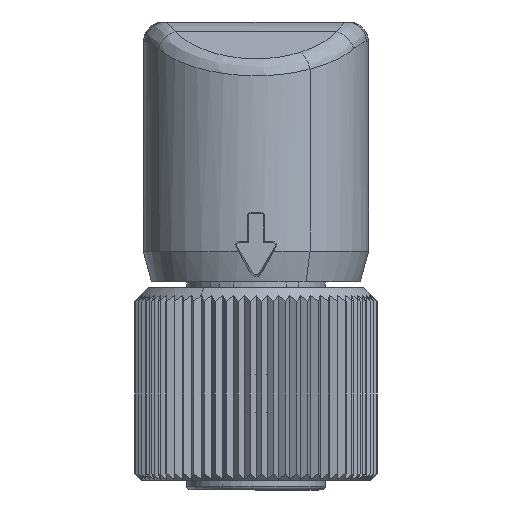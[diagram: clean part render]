
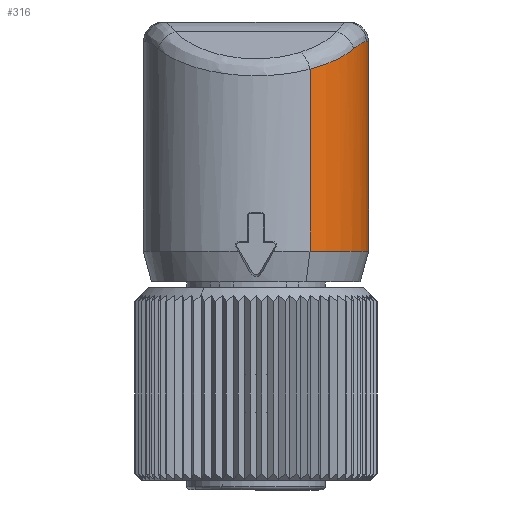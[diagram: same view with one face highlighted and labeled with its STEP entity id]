
A CAD part, front view. The second image highlights one B-rep face of the part: STEP entity #316.
In plain terms, the highlighted cylindrical face has radius 4.6 mm (diameter 9.2 mm), a partial arc.
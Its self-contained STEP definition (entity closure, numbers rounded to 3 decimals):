
#150=AXIS2_PLACEMENT_3D('Circle Axis2P3D',#148,#149,$) ;
#190=AXIS2_PLACEMENT_3D('Cylinder Axis2P3D',#187,#188,#189) ;
#281=AXIS2_PLACEMENT_3D('Circle Axis2P3D',#279,#280,$) ;
#148=CARTESIAN_POINT('Axis2P3D Location',(4.953,4.953,9.75)) ;
#152=CARTESIAN_POINT('Vertex',(7.159,0.916,9.75)) ;
#154=CARTESIAN_POINT('Vertex',(8.025,8.377,9.75)) ;
#187=CARTESIAN_POINT('Axis2P3D Location',(4.953,4.953,13.8)) ;
#192=CARTESIAN_POINT('Line Origine',(7.159,0.916,14.425)) ;
#196=CARTESIAN_POINT('Vertex',(7.159,0.916,17.175)) ;
#200=CARTESIAN_POINT('Control Point',(8.815,7.453,10.791)) ;
#201=CARTESIAN_POINT('Control Point',(8.609,7.772,10.413)) ;
#202=CARTESIAN_POINT('Control Point',(8.347,8.088,10.064)) ;
#203=CARTESIAN_POINT('Control Point',(8.025,8.377,9.75)) ;
#204=CARTESIAN_POINT('Vertex',(8.815,7.453,10.791)) ;
#208=CARTESIAN_POINT('Control Point',(8.815,7.453,10.791)) ;
#209=CARTESIAN_POINT('Control Point',(8.883,7.348,10.915)) ;
#210=CARTESIAN_POINT('Control Point',(8.946,7.243,11.043)) ;
#211=CARTESIAN_POINT('Control Point',(9.004,7.138,11.173)) ;
#212=CARTESIAN_POINT('Control Point',(9.106,6.94,11.428)) ;
#213=CARTESIAN_POINT('Control Point',(9.189,6.752,11.697)) ;
#214=CARTESIAN_POINT('Control Point',(9.224,6.665,11.829)) ;
#215=CARTESIAN_POINT('Control Point',(9.287,6.5,12.106)) ;
#216=CARTESIAN_POINT('Control Point',(9.33,6.372,12.406)) ;
#217=CARTESIAN_POINT('Control Point',(9.345,6.321,12.568)) ;
#218=CARTESIAN_POINT('Control Point',(9.353,6.295,12.734)) ;
#219=CARTESIAN_POINT('Control Point',(9.353,6.295,12.9)) ;
#220=CARTESIAN_POINT('Vertex',(9.353,6.295,12.9)) ;
#223=CARTESIAN_POINT('Line Origine',(9.353,6.295,14.425)) ;
#227=CARTESIAN_POINT('Vertex',(9.353,6.295,15.74)) ;
#231=CARTESIAN_POINT('Control Point',(6.463,9.298,18.059)) ;
#232=CARTESIAN_POINT('Control Point',(6.773,9.191,18.067)) ;
#233=CARTESIAN_POINT('Control Point',(7.064,9.059,18.038)) ;
#234=CARTESIAN_POINT('Control Point',(7.33,8.908,17.983)) ;
#235=CARTESIAN_POINT('Control Point',(7.759,8.619,17.852)) ;
#236=CARTESIAN_POINT('Control Point',(8.117,8.303,17.676)) ;
#237=CARTESIAN_POINT('Control Point',(8.262,8.159,17.592)) ;
#238=CARTESIAN_POINT('Control Point',(8.536,7.856,17.406)) ;
#239=CARTESIAN_POINT('Control Point',(8.762,7.543,17.196)) ;
#240=CARTESIAN_POINT('Control Point',(8.867,7.381,17.082)) ;
#241=CARTESIAN_POINT('Control Point',(9.006,7.14,16.905)) ;
#242=CARTESIAN_POINT('Control Point',(9.122,6.902,16.706)) ;
#243=CARTESIAN_POINT('Control Point',(9.157,6.825,16.64)) ;
#244=CARTESIAN_POINT('Control Point',(9.208,6.705,16.527)) ;
#245=CARTESIAN_POINT('Control Point',(9.253,6.59,16.402)) ;
#246=CARTESIAN_POINT('Control Point',(9.269,6.548,16.353)) ;
#247=CARTESIAN_POINT('Control Point',(9.305,6.448,16.225)) ;
#248=CARTESIAN_POINT('Control Point',(9.333,6.362,16.075)) ;
#249=CARTESIAN_POINT('Control Point',(9.347,6.316,15.973)) ;
#250=CARTESIAN_POINT('Control Point',(9.353,6.295,15.856)) ;
#251=CARTESIAN_POINT('Control Point',(9.353,6.295,15.74)) ;
#252=CARTESIAN_POINT('Vertex',(6.463,9.298,18.059)) ;
#256=CARTESIAN_POINT('Control Point',(3.443,9.298,18.059)) ;
#257=CARTESIAN_POINT('Control Point',(4.17,9.551,18.041)) ;
#258=CARTESIAN_POINT('Control Point',(4.953,9.642,18.035)) ;
#259=CARTESIAN_POINT('Control Point',(5.737,9.551,18.041)) ;
#260=CARTESIAN_POINT('Control Point',(6.463,9.298,18.059)) ;
#261=CARTESIAN_POINT('Vertex',(3.443,9.298,18.059)) ;
#265=CARTESIAN_POINT('Control Point',(3.443,9.298,18.059)) ;
#266=CARTESIAN_POINT('Control Point',(3.195,9.212,18.065)) ;
#267=CARTESIAN_POINT('Control Point',(2.962,9.107,18.043)) ;
#268=CARTESIAN_POINT('Control Point',(2.748,8.99,18.004)) ;
#269=CARTESIAN_POINT('Vertex',(2.748,8.99,18.004)) ;
#272=CARTESIAN_POINT('Line Origine',(2.748,8.99,14.425)) ;
#276=CARTESIAN_POINT('Vertex',(2.748,8.99,18.3)) ;
#279=CARTESIAN_POINT('Axis2P3D Location',(4.953,4.953,18.3)) ;
#283=CARTESIAN_POINT('Vertex',(9.451,3.99,18.3)) ;
#287=CARTESIAN_POINT('Control Point',(9.451,3.99,18.3)) ;
#288=CARTESIAN_POINT('Control Point',(9.374,3.631,18.3)) ;
#289=CARTESIAN_POINT('Control Point',(9.259,3.279,18.247)) ;
#290=CARTESIAN_POINT('Control Point',(9.109,2.952,18.146)) ;
#291=CARTESIAN_POINT('Control Point',(8.94,2.658,18.005)) ;
#292=CARTESIAN_POINT('Vertex',(8.94,2.658,18.005)) ;
#296=CARTESIAN_POINT('Control Point',(7.159,0.916,17.175)) ;
#297=CARTESIAN_POINT('Control Point',(7.73,1.229,17.323)) ;
#298=CARTESIAN_POINT('Control Point',(8.231,1.643,17.521)) ;
#299=CARTESIAN_POINT('Control Point',(8.635,2.128,17.752)) ;
#300=CARTESIAN_POINT('Control Point',(8.94,2.658,18.005)) ;
#149=DIRECTION('Axis2P3D Direction',(0.,0.,1.)) ;
#188=DIRECTION('Axis2P3D Direction',(0.,0.,1.)) ;
#189=DIRECTION('Axis2P3D XDirection',(0.479,-0.878,0.)) ;
#193=DIRECTION('Vector Direction',(0.,0.,1.)) ;
#224=DIRECTION('Vector Direction',(0.,0.,1.)) ;
#273=DIRECTION('Vector Direction',(0.,0.,1.)) ;
#280=DIRECTION('Axis2P3D Direction',(0.,0.,1.)) ;
#194=VECTOR('Line Direction',#193,1.) ;
#225=VECTOR('Line Direction',#224,1.) ;
#274=VECTOR('Line Direction',#273,1.) ;
#303=ORIENTED_EDGE('',*,*,#198,.T.) ;
#304=ORIENTED_EDGE('',*,*,#156,.T.) ;
#305=ORIENTED_EDGE('',*,*,#206,.F.) ;
#306=ORIENTED_EDGE('',*,*,#222,.T.) ;
#307=ORIENTED_EDGE('',*,*,#229,.F.) ;
#308=ORIENTED_EDGE('',*,*,#254,.F.) ;
#309=ORIENTED_EDGE('',*,*,#263,.F.) ;
#310=ORIENTED_EDGE('',*,*,#271,.F.) ;
#311=ORIENTED_EDGE('',*,*,#278,.T.) ;
#312=ORIENTED_EDGE('',*,*,#285,.F.) ;
#313=ORIENTED_EDGE('',*,*,#294,.F.) ;
#314=ORIENTED_EDGE('',*,*,#301,.F.) ;
#316=ADVANCED_FACE('Hauptk\X2\00F6\X0\rper',(#315),#191,.T.) ;
#199=B_SPLINE_CURVE_WITH_KNOTS('',3,(#200,#201,#202,#203),.UNSPECIFIED.,.F.,.U.,(4,4),(0.,2.268),.UNSPECIFIED.) ;
#207=B_SPLINE_CURVE_WITH_KNOTS('',5,(#208,#209,#210,#211,#212,#213,#214,#215,#216,#217,#218,#219),.UNSPECIFIED.,.F.,.U.,(6,3,3,6),(0.,1.251,2.393,3.568),.UNSPECIFIED.) ;
#230=B_SPLINE_CURVE_WITH_KNOTS('',5,(#231,#232,#233,#234,#235,#236,#237,#238,#239,#240,#241,#242,#243,#244,#245,#246,#247,#248,#249,#250,#251),.UNSPECIFIED.,.F.,.U.,(6,3,3,3,3,3,6),(0.,2.24,4.018,5.91,6.821,7.358,8.15),.UNSPECIFIED.) ;
#255=B_SPLINE_CURVE_WITH_KNOTS('',4,(#256,#257,#258,#259,#260),.UNSPECIFIED.,.F.,.U.,(5,5),(1.077,5.429),.UNSPECIFIED.) ;
#264=B_SPLINE_CURVE_WITH_KNOTS('',3,(#265,#266,#267,#268),.UNSPECIFIED.,.F.,.U.,(4,4),(0.,1.077),.UNSPECIFIED.) ;
#286=B_SPLINE_CURVE_WITH_KNOTS('',4,(#287,#288,#289,#290,#291),.UNSPECIFIED.,.F.,.U.,(5,5),(11.156,13.352),.UNSPECIFIED.) ;
#295=B_SPLINE_CURVE_WITH_KNOTS('',4,(#296,#297,#298,#299,#300),.UNSPECIFIED.,.F.,.U.,(5,5),(0.,3.481),.UNSPECIFIED.) ;
#151=CIRCLE('generated circle',#150,4.6) ;
#282=CIRCLE('generated circle',#281,4.6) ;
#191=CYLINDRICAL_SURFACE('generated cylinder',#190,4.6) ;
#156=EDGE_CURVE('',#153,#155,#151,.T.) ;
#198=EDGE_CURVE('',#197,#153,#195,.F.) ;
#206=EDGE_CURVE('',#205,#155,#199,.T.) ;
#222=EDGE_CURVE('',#205,#221,#207,.T.) ;
#229=EDGE_CURVE('',#228,#221,#226,.F.) ;
#254=EDGE_CURVE('',#253,#228,#230,.T.) ;
#263=EDGE_CURVE('',#262,#253,#255,.T.) ;
#271=EDGE_CURVE('',#270,#262,#264,.F.) ;
#278=EDGE_CURVE('',#270,#277,#275,.T.) ;
#285=EDGE_CURVE('',#284,#277,#282,.T.) ;
#294=EDGE_CURVE('',#293,#284,#286,.F.) ;
#301=EDGE_CURVE('',#197,#293,#295,.T.) ;
#302=EDGE_LOOP('',(#303,#304,#305,#306,#307,#308,#309,#310,#311,#312,#313,#314)) ;
#315=FACE_OUTER_BOUND('',#302,.T.) ;
#195=LINE('Line',#192,#194) ;
#226=LINE('Line',#223,#225) ;
#275=LINE('Line',#272,#274) ;
#153=VERTEX_POINT('',#152) ;
#155=VERTEX_POINT('',#154) ;
#197=VERTEX_POINT('',#196) ;
#205=VERTEX_POINT('',#204) ;
#221=VERTEX_POINT('',#220) ;
#228=VERTEX_POINT('',#227) ;
#253=VERTEX_POINT('',#252) ;
#262=VERTEX_POINT('',#261) ;
#270=VERTEX_POINT('',#269) ;
#277=VERTEX_POINT('',#276) ;
#284=VERTEX_POINT('',#283) ;
#293=VERTEX_POINT('',#292) ;
